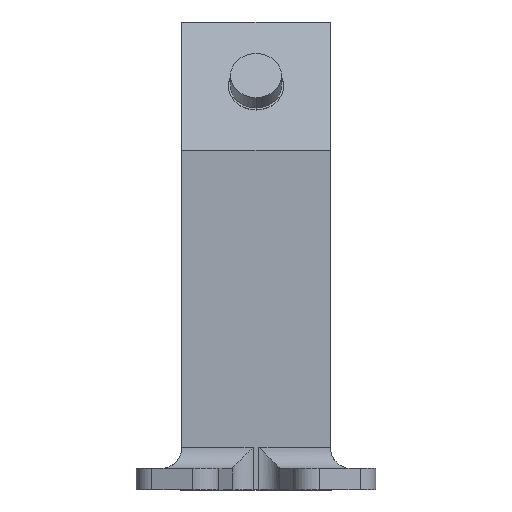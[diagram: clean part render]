
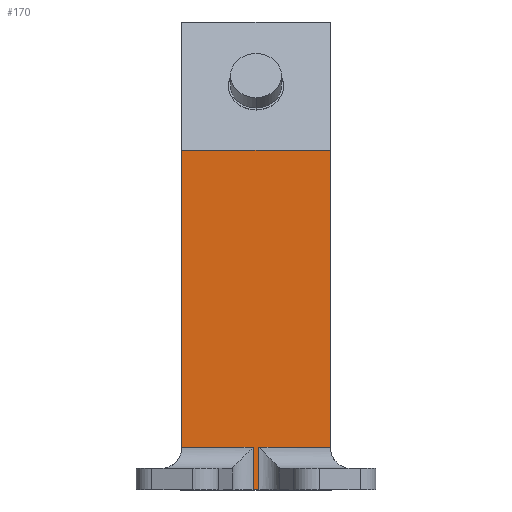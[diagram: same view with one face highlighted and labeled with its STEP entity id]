
A CAD part, top view. The second image highlights one B-rep face of the part: STEP entity #170.
In plain terms, the highlighted planar face has unit normal (0, 0, 1).
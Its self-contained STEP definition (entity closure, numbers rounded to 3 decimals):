
#17 = VECTOR ( 'NONE', #369, 1000. ) ;
#29 = FACE_OUTER_BOUND ( 'NONE', #1322, .T. ) ;
#86 = CARTESIAN_POINT ( 'NONE',  ( 18.2, 10., 0. ) ) ;
#93 = CARTESIAN_POINT ( 'NONE',  ( 35., 10., 0. ) ) ;
#105 = VECTOR ( 'NONE', #1032, 1000. ) ;
#117 = LINE ( 'NONE', #876, #152 ) ;
#140 = LINE ( 'NONE', #694, #105 ) ;
#151 = CARTESIAN_POINT ( 'NONE',  ( 0., 10., 0. ) ) ;
#152 = VECTOR ( 'NONE', #348, 1000. ) ;
#169 = VECTOR ( 'NONE', #1387, 1000. ) ;
#170 = ADVANCED_FACE ( 'NONE', ( #29 ), #689, .F. ) ;
#186 = DIRECTION ( 'NONE',  ( 0., -1., 0. ) ) ;
#187 = CARTESIAN_POINT ( 'NONE',  ( 16.8, 0., 0. ) ) ;
#191 = LINE ( 'NONE', #93, #342 ) ;
#200 = EDGE_CURVE ( 'NONE', #895, #1105, #140, .T. ) ;
#206 = VERTEX_POINT ( 'NONE', #1124 ) ;
#212 = ORIENTED_EDGE ( 'NONE', *, *, #1060, .T. ) ;
#244 = ORIENTED_EDGE ( 'NONE', *, *, #200, .T. ) ;
#257 = CARTESIAN_POINT ( 'NONE',  ( 35., 0., 0. ) ) ;
#269 = VECTOR ( 'NONE', #1187, 1000. ) ;
#276 = EDGE_CURVE ( 'NONE', #1105, #380, #606, .T. ) ;
#337 = AXIS2_PLACEMENT_3D ( 'NONE', #257, #600, #1247 ) ;
#342 = VECTOR ( 'NONE', #1392, 1000. ) ;
#348 = DIRECTION ( 'NONE',  ( 0., -1., 0. ) ) ;
#359 = VECTOR ( 'NONE', #186, 1000. ) ;
#360 = CARTESIAN_POINT ( 'NONE',  ( 0., 80., 0. ) ) ;
#369 = DIRECTION ( 'NONE',  ( 0., 1., 0. ) ) ;
#380 = VERTEX_POINT ( 'NONE', #644 ) ;
#389 = DIRECTION ( 'NONE',  ( -1., 0., 0. ) ) ;
#406 = CARTESIAN_POINT ( 'NONE',  ( 16.8, 10., 0. ) ) ;
#477 = LINE ( 'NONE', #1360, #589 ) ;
#554 = ORIENTED_EDGE ( 'NONE', *, *, #933, .T. ) ;
#577 = ORIENTED_EDGE ( 'NONE', *, *, #1254, .T. ) ;
#589 = VECTOR ( 'NONE', #389, 1000. ) ;
#600 = DIRECTION ( 'NONE',  ( 0., 0., -1. ) ) ;
#606 = LINE ( 'NONE', #187, #169 ) ;
#613 = ORIENTED_EDGE ( 'NONE', *, *, #1020, .F. ) ;
#627 = VERTEX_POINT ( 'NONE', #86 ) ;
#634 = CARTESIAN_POINT ( 'NONE',  ( 35., 80., 0. ) ) ;
#644 = CARTESIAN_POINT ( 'NONE',  ( 16.8, 0., 0. ) ) ;
#651 = LINE ( 'NONE', #1293, #359 ) ;
#672 = EDGE_CURVE ( 'NONE', #206, #1367, #1405, .T. ) ;
#689 = PLANE ( 'NONE',  #337 ) ;
#694 = CARTESIAN_POINT ( 'NONE',  ( 35., 10., 0. ) ) ;
#708 = ORIENTED_EDGE ( 'NONE', *, *, #672, .T. ) ;
#709 = EDGE_CURVE ( 'NONE', #206, #1249, #651, .T. ) ;
#785 = ORIENTED_EDGE ( 'NONE', *, *, #276, .T. ) ;
#808 = CARTESIAN_POINT ( 'NONE',  ( 18.2, 0., 0. ) ) ;
#829 = CARTESIAN_POINT ( 'NONE',  ( 18.2, 0., 0. ) ) ;
#876 = CARTESIAN_POINT ( 'NONE',  ( 0., 0., 0. ) ) ;
#895 = VERTEX_POINT ( 'NONE', #151 ) ;
#933 = EDGE_CURVE ( 'NONE', #1087, #627, #1257, .T. ) ;
#1009 = CARTESIAN_POINT ( 'NONE',  ( 35., 10., 0. ) ) ;
#1020 = EDGE_CURVE ( 'NONE', #1087, #380, #477, .T. ) ;
#1032 = DIRECTION ( 'NONE',  ( 1., 0., 0. ) ) ;
#1060 = EDGE_CURVE ( 'NONE', #627, #1249, #191, .T. ) ;
#1087 = VERTEX_POINT ( 'NONE', #829 ) ;
#1105 = VERTEX_POINT ( 'NONE', #406 ) ;
#1124 = CARTESIAN_POINT ( 'NONE',  ( 35., 80., 0. ) ) ;
#1187 = DIRECTION ( 'NONE',  ( -1., 0., 0. ) ) ;
#1247 = DIRECTION ( 'NONE',  ( -1., 0., 0. ) ) ;
#1249 = VERTEX_POINT ( 'NONE', #1009 ) ;
#1254 = EDGE_CURVE ( 'NONE', #1367, #895, #117, .T. ) ;
#1257 = LINE ( 'NONE', #808, #17 ) ;
#1293 = CARTESIAN_POINT ( 'NONE',  ( 35., 0., 0. ) ) ;
#1295 = ORIENTED_EDGE ( 'NONE', *, *, #709, .F. ) ;
#1322 = EDGE_LOOP ( 'NONE', ( #554, #212, #1295, #708, #577, #244, #785, #613 ) ) ;
#1360 = CARTESIAN_POINT ( 'NONE',  ( 35., 0., 0. ) ) ;
#1367 = VERTEX_POINT ( 'NONE', #360 ) ;
#1387 = DIRECTION ( 'NONE',  ( 0., -1., 0. ) ) ;
#1392 = DIRECTION ( 'NONE',  ( 1., 0., 0. ) ) ;
#1405 = LINE ( 'NONE', #634, #269 ) ;
